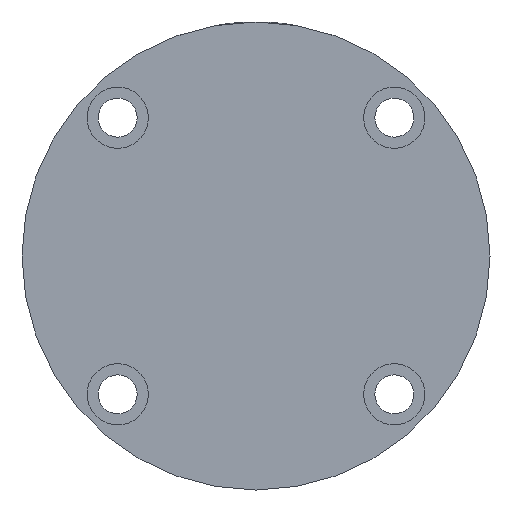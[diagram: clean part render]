
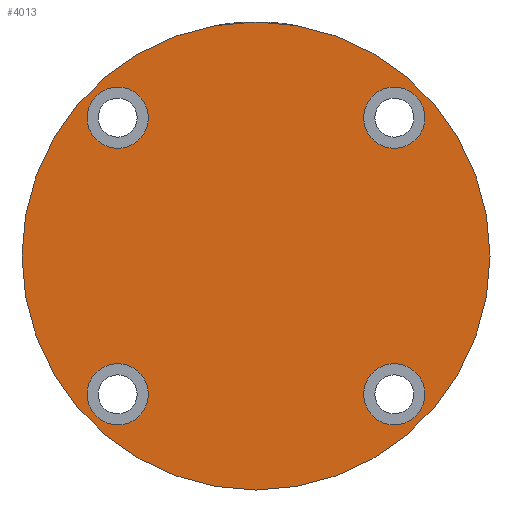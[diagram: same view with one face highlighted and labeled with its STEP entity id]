
A CAD part, left-side view. The second image highlights one B-rep face of the part: STEP entity #4013.
In plain terms, the highlighted face is planar.
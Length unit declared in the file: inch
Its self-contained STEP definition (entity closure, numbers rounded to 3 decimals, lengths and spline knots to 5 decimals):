
#81 = DIRECTION ( 'NONE',  ( 0., 1., 0. ) ) ;
#102 = EDGE_CURVE ( 'NONE', #779, #3203, #1997, .T. ) ;
#115 = DIRECTION ( 'NONE',  ( 0., 0., 1. ) ) ;
#126 = CIRCLE ( 'NONE', #1067, 0.1715 ) ;
#163 = DIRECTION ( 'NONE',  ( 0., 0., 1. ) ) ;
#195 = CARTESIAN_POINT ( 'NONE',  ( -0.77428, 0.5, -0.77428 ) ) ;
#329 = EDGE_CURVE ( 'NONE', #695, #3431, #2266, .T. ) ;
#424 = AXIS2_PLACEMENT_3D ( 'NONE', #4050, #1918, #4397 ) ;
#425 = EDGE_CURVE ( 'NONE', #1015, #4164, #3581, .T. ) ;
#534 = EDGE_LOOP ( 'NONE', ( #3377, #3493 ) ) ;
#543 = DIRECTION ( 'NONE',  ( 0., 0., 1. ) ) ;
#558 = VERTEX_POINT ( 'NONE', #992 ) ;
#610 = AXIS2_PLACEMENT_3D ( 'NONE', #1973, #4448, #2320 ) ;
#654 = EDGE_CURVE ( 'NONE', #1895, #3817, #821, .T. ) ;
#672 = EDGE_LOOP ( 'NONE', ( #3592, #1085 ) ) ;
#686 = AXIS2_PLACEMENT_3D ( 'NONE', #4338, #2228, #115 ) ;
#695 = VERTEX_POINT ( 'NONE', #1296 ) ;
#779 = VERTEX_POINT ( 'NONE', #2636 ) ;
#794 = CARTESIAN_POINT ( 'NONE',  ( -0.77428, 0.5, -0.77428 ) ) ;
#821 = CIRCLE ( 'NONE', #3416, 0.1715 ) ;
#899 = CARTESIAN_POINT ( 'NONE',  ( 0., 0.5, 0. ) ) ;
#925 = DIRECTION ( 'NONE',  ( 0., 1., 0. ) ) ;
#992 = CARTESIAN_POINT ( 'NONE',  ( -0.77428, 0.5, -0.60278 ) ) ;
#1015 = VERTEX_POINT ( 'NONE', #4215 ) ;
#1059 = CARTESIAN_POINT ( 'NONE',  ( -0.77428, 0.5, 0.94578 ) ) ;
#1067 = AXIS2_PLACEMENT_3D ( 'NONE', #794, #3254, #1146 ) ;
#1085 = ORIENTED_EDGE ( 'NONE', *, *, #3869, .F. ) ;
#1146 = DIRECTION ( 'NONE',  ( 0., 0., 1. ) ) ;
#1161 = AXIS2_PLACEMENT_3D ( 'NONE', #3717, #1591, #4080 ) ;
#1296 = CARTESIAN_POINT ( 'NONE',  ( -0.77428, 0.5, 0.60278 ) ) ;
#1308 = AXIS2_PLACEMENT_3D ( 'NONE', #2184, #81, #2534 ) ;
#1355 = EDGE_CURVE ( 'NONE', #558, #3930, #3756, .T. ) ;
#1420 = FACE_OUTER_BOUND ( 'NONE', #534, .T. ) ;
#1422 = ORIENTED_EDGE ( 'NONE', *, *, #3577, .F. ) ;
#1452 = AXIS2_PLACEMENT_3D ( 'NONE', #899, #3728, #1596 ) ;
#1541 = FACE_BOUND ( 'NONE', #672, .T. ) ;
#1547 = EDGE_LOOP ( 'NONE', ( #2986, #2984 ) ) ;
#1591 = DIRECTION ( 'NONE',  ( 0., 1., 0. ) ) ;
#1596 = DIRECTION ( 'NONE',  ( 0., 0., -1. ) ) ;
#1637 = CARTESIAN_POINT ( 'NONE',  ( 0.77428, 0.5, 0.60278 ) ) ;
#1895 = VERTEX_POINT ( 'NONE', #3603 ) ;
#1918 = DIRECTION ( 'NONE',  ( 0., 1., 0. ) ) ;
#1940 = ORIENTED_EDGE ( 'NONE', *, *, #654, .F. ) ;
#1973 = CARTESIAN_POINT ( 'NONE',  ( -0.77428, 0.5, 0.77428 ) ) ;
#1997 = CIRCLE ( 'NONE', #686, 1.31 ) ;
#2014 = EDGE_LOOP ( 'NONE', ( #1940, #1422 ) ) ;
#2094 = CIRCLE ( 'NONE', #1308, 0.1715 ) ;
#2184 = CARTESIAN_POINT ( 'NONE',  ( -0.77428, 0.5, 0.77428 ) ) ;
#2228 = DIRECTION ( 'NONE',  ( 0., 1., 0. ) ) ;
#2265 = DIRECTION ( 'NONE',  ( 0., 1., 0. ) ) ;
#2266 = CIRCLE ( 'NONE', #610, 0.1715 ) ;
#2317 = EDGE_CURVE ( 'NONE', #3203, #779, #3057, .T. ) ;
#2320 = DIRECTION ( 'NONE',  ( 0., 0., 1. ) ) ;
#2368 = FACE_BOUND ( 'NONE', #3001, .T. ) ;
#2534 = DIRECTION ( 'NONE',  ( 0., 0., 1. ) ) ;
#2594 = CIRCLE ( 'NONE', #4396, 0.1715 ) ;
#2636 = CARTESIAN_POINT ( 'NONE',  ( 0., 0.5, 1.31 ) ) ;
#2644 = DIRECTION ( 'NONE',  ( 0., 1., 0. ) ) ;
#2660 = CARTESIAN_POINT ( 'NONE',  ( 0., 0.5, -1.31 ) ) ;
#2678 = DIRECTION ( 'NONE',  ( 0., 1., 0. ) ) ;
#2914 = CARTESIAN_POINT ( 'NONE',  ( -0.77428, 0.5, -0.94578 ) ) ;
#2967 = AXIS2_PLACEMENT_3D ( 'NONE', #3351, #2678, #3797 ) ;
#2984 = ORIENTED_EDGE ( 'NONE', *, *, #3957, .F. ) ;
#2986 = ORIENTED_EDGE ( 'NONE', *, *, #425, .F. ) ;
#3001 = EDGE_LOOP ( 'NONE', ( #3663, #4141 ) ) ;
#3035 = CARTESIAN_POINT ( 'NONE',  ( 0.77428, 0.5, -0.77428 ) ) ;
#3057 = CIRCLE ( 'NONE', #424, 1.31 ) ;
#3203 = VERTEX_POINT ( 'NONE', #2660 ) ;
#3254 = DIRECTION ( 'NONE',  ( 0., 1., 0. ) ) ;
#3310 = FACE_BOUND ( 'NONE', #1547, .T. ) ;
#3351 = CARTESIAN_POINT ( 'NONE',  ( 0.77428, 0.5, 0.77428 ) ) ;
#3358 = PLANE ( 'NONE',  #1452 ) ;
#3377 = ORIENTED_EDGE ( 'NONE', *, *, #102, .T. ) ;
#3394 = DIRECTION ( 'NONE',  ( 0., 0., 1. ) ) ;
#3416 = AXIS2_PLACEMENT_3D ( 'NONE', #3035, #925, #3394 ) ;
#3424 = FACE_BOUND ( 'NONE', #2014, .T. ) ;
#3431 = VERTEX_POINT ( 'NONE', #1059 ) ;
#3453 = AXIS2_PLACEMENT_3D ( 'NONE', #195, #2644, #543 ) ;
#3493 = ORIENTED_EDGE ( 'NONE', *, *, #2317, .T. ) ;
#3577 = EDGE_CURVE ( 'NONE', #3817, #1895, #4162, .T. ) ;
#3581 = CIRCLE ( 'NONE', #2967, 0.1715 ) ;
#3592 = ORIENTED_EDGE ( 'NONE', *, *, #1355, .F. ) ;
#3603 = CARTESIAN_POINT ( 'NONE',  ( 0.77428, 0.5, -0.60278 ) ) ;
#3663 = ORIENTED_EDGE ( 'NONE', *, *, #3833, .F. ) ;
#3717 = CARTESIAN_POINT ( 'NONE',  ( 0.77428, 0.5, -0.77428 ) ) ;
#3728 = DIRECTION ( 'NONE',  ( 0., -1., 0. ) ) ;
#3756 = CIRCLE ( 'NONE', #3453, 0.1715 ) ;
#3797 = DIRECTION ( 'NONE',  ( 0., 0., 1. ) ) ;
#3817 = VERTEX_POINT ( 'NONE', #3941 ) ;
#3833 = EDGE_CURVE ( 'NONE', #3431, #695, #2094, .T. ) ;
#3869 = EDGE_CURVE ( 'NONE', #3930, #558, #126, .T. ) ;
#3930 = VERTEX_POINT ( 'NONE', #2914 ) ;
#3941 = CARTESIAN_POINT ( 'NONE',  ( 0.77428, 0.5, -0.94578 ) ) ;
#3957 = EDGE_CURVE ( 'NONE', #4164, #1015, #2594, .T. ) ;
#4013 = ADVANCED_FACE ( 'PLANAR_0', ( #1541, #3424, #3310, #2368, #1420 ), #3358, .F. ) ;
#4050 = CARTESIAN_POINT ( 'NONE',  ( 0., 0.5, 0. ) ) ;
#4080 = DIRECTION ( 'NONE',  ( 0., 0., 1. ) ) ;
#4141 = ORIENTED_EDGE ( 'NONE', *, *, #329, .F. ) ;
#4162 = CIRCLE ( 'NONE', #1161, 0.1715 ) ;
#4164 = VERTEX_POINT ( 'NONE', #1637 ) ;
#4215 = CARTESIAN_POINT ( 'NONE',  ( 0.77428, 0.5, 0.94578 ) ) ;
#4338 = CARTESIAN_POINT ( 'NONE',  ( 0., 0.5, 0. ) ) ;
#4384 = CARTESIAN_POINT ( 'NONE',  ( 0.77428, 0.5, 0.77428 ) ) ;
#4396 = AXIS2_PLACEMENT_3D ( 'NONE', #4384, #2265, #163 ) ;
#4397 = DIRECTION ( 'NONE',  ( 0., 0., 1. ) ) ;
#4448 = DIRECTION ( 'NONE',  ( 0., 1., 0. ) ) ;
